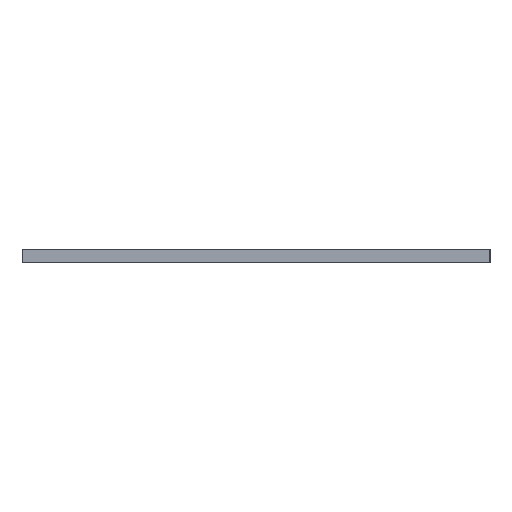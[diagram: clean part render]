
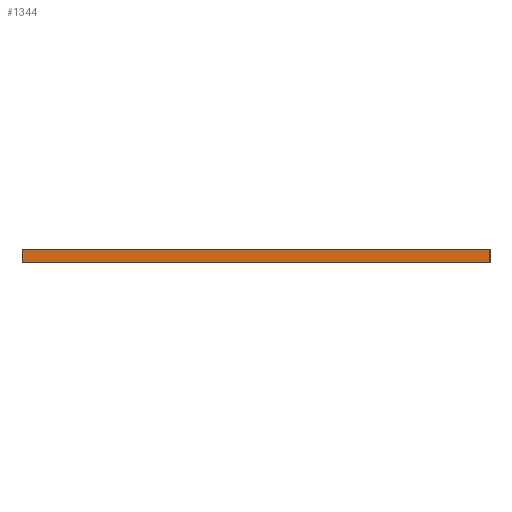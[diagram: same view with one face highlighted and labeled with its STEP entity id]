
A CAD part, left-side view. The second image highlights one B-rep face of the part: STEP entity #1344.
In plain terms, the highlighted planar face has unit normal (-1, 0, 0).
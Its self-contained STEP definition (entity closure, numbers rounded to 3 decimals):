
#129=PLANE('',#1517);
#189=FACE_OUTER_BOUND('',#249,.T.);
#249=EDGE_LOOP('',(#1118,#1119,#1120,#1121));
#400=LINE('',#2223,#476);
#423=LINE('',#2268,#499);
#424=LINE('',#2270,#500);
#425=LINE('',#2271,#501);
#476=VECTOR('',#1872,10.);
#499=VECTOR('',#1909,10.);
#500=VECTOR('',#1912,10.);
#501=VECTOR('',#1913,10.);
#699=VERTEX_POINT('',#2220);
#700=VERTEX_POINT('',#2222);
#714=VERTEX_POINT('',#2264);
#715=VERTEX_POINT('',#2266);
#864=EDGE_CURVE('',#699,#700,#400,.T.);
#887=EDGE_CURVE('',#714,#715,#423,.T.);
#888=EDGE_CURVE('',#699,#714,#424,.T.);
#889=EDGE_CURVE('',#700,#715,#425,.T.);
#1118=ORIENTED_EDGE('',*,*,#888,.T.);
#1119=ORIENTED_EDGE('',*,*,#887,.T.);
#1120=ORIENTED_EDGE('',*,*,#889,.F.);
#1121=ORIENTED_EDGE('',*,*,#864,.F.);
#1344=ADVANCED_FACE('',(#189),#129,.T.);
#1517=AXIS2_PLACEMENT_3D('',#2269,#1910,#1911);
#1872=DIRECTION('',(0.,0.,1.));
#1909=DIRECTION('',(0.,0.,1.));
#1910=DIRECTION('center_axis',(-1.,0.,0.));
#1911=DIRECTION('ref_axis',(0.,-1.,0.));
#1912=DIRECTION('',(0.,-1.,0.));
#1913=DIRECTION('',(0.,-1.,0.));
#2220=CARTESIAN_POINT('',(33.02,58.42,0.));
#2222=CARTESIAN_POINT('',(33.02,58.42,1.57));
#2223=CARTESIAN_POINT('',(33.02,58.42,0.));
#2264=CARTESIAN_POINT('',(33.02,5.08,0.));
#2266=CARTESIAN_POINT('',(33.02,5.08,1.57));
#2268=CARTESIAN_POINT('',(33.02,5.08,0.));
#2269=CARTESIAN_POINT('Origin',(33.02,58.42,0.));
#2270=CARTESIAN_POINT('',(33.02,58.42,0.));
#2271=CARTESIAN_POINT('',(33.02,58.42,1.57));
